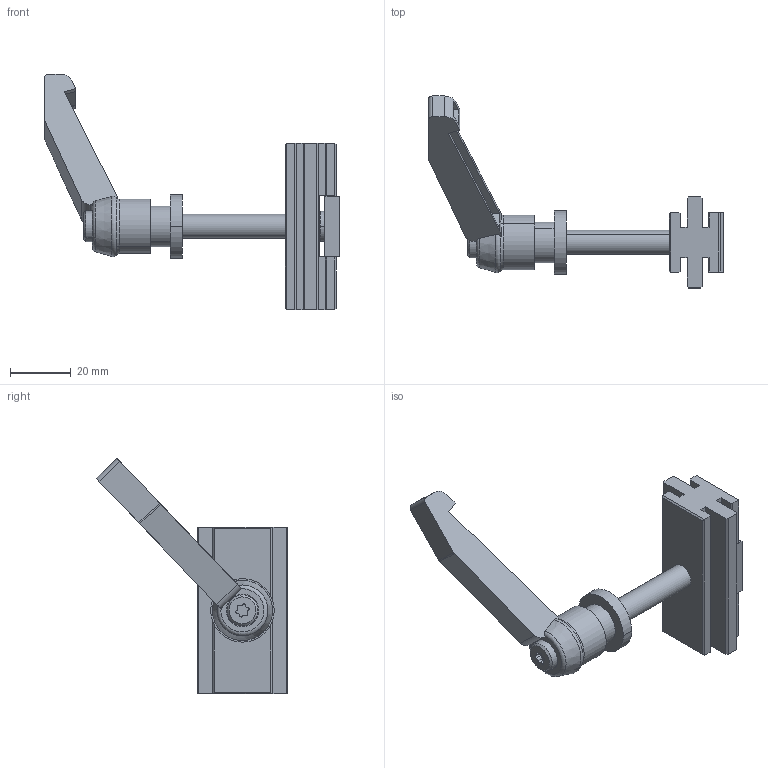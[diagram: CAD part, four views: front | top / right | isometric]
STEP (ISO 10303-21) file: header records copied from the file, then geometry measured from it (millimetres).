
FILE_DESCRIPTION(('Creo Elements/Direct Modeling STEP Export'),'2;1');
FILE_NAME('44.0605_Gleitstückeinheit-MMS-44_M8.stp','2022-03-21T 9:03:20',(''),(''),'PTC Creo Elements/Direct Modeling STEP processor for AP214 (Solid Model)','PTC Creo Elements/Direct Modeling 19.0C 15-Aug-2015 (C) Parametric Technology GmbH','');
FILE_SCHEMA(('AUTOMOTIVE_DESIGN { 1 0 10303 214 1 1 1 1 }'));
Length unit declared in the file: millimetre
Products named in the file (5): Klemmgleitstein-MMS-44_17x30-leitfähig-Ø82_96.4117_PX175661; Unterlegscheibe-DIN7349_84-verz_10417_PX175665; Vierkantnutenstein-MMS-44_M8_44.0065_PX172983; Klemmhebel_K0269-2081X55-M8x55_221178_PX175664; Gleitstückeinheit-MMS-44_M8_44.0605_PX175669
Assembly tree (4 placements, depth 2):
  Gleitstückeinheit-MMS-44_M8_44.0605_PX175669
    Klemmhebel_K0269-2081X55-M8x55_221178_PX175664
    Vierkantnutenstein-MMS-44_M8_44.0065_PX172983
    Unterlegscheibe-DIN7349_84-verz_10417_PX175665
    Klemmgleitstein-MMS-44_17x30-leitfähig-Ø82_96.4117_PX175661
Bounding box: 97.5 x 63.36 x 77.75 mm (x, y, z)
Volume: 30443 mm3; surface area: 17413.1 mm2
Topology: 4 solids, 5 shells, 151 faces, 386 edges, 252 vertices
Faces by surface type: plane 91, cylinder 47, cone 9, torus 4
Entity records: 5519 total; most frequent: CARTESIAN_POINT 1111, ORIENTED_EDGE 772, DIRECTION 740, EDGE_CURVE 386, VECTOR 258, LINE 258, VERTEX_POINT 252, AXIS2_PLACEMENT_3D 241
